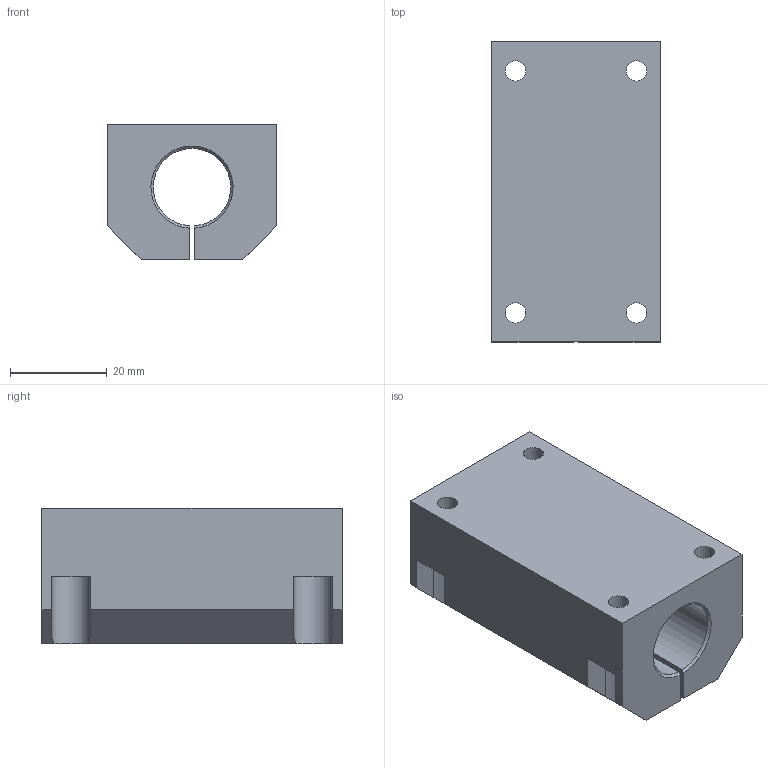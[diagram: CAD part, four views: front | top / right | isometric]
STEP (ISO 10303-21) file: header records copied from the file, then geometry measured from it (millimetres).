
FILE_DESCRIPTION( ( 'STEP AP214' ), '1' );
FILE_NAME( 'STGE-08.stp', '2010-07-30T12:54:15', ( ' ' ), ( ' ' ), 'XStep 1.0', ' ', ' ' );
FILE_SCHEMA( ( 'CONFIG_CONTROL_DESIGN) ( )' ) );
Length unit declared in the file: metre
Products named in the file (1): 1
Bounding box: 35 x 62 x 28 mm (x, y, z)
Volume: 40671 mm3; surface area: 14207.3 mm2
Topology: 1 solids, 1 shells, 42 faces, 120 edges, 81 vertices
Faces by surface type: plane 29, cylinder 11, cone 2
Full cylindrical faces by diameter (mm): 4 x1, 4.2 x4, 8 x1
Entity records: 1729 total; most frequent: CARTESIAN_POINT 283, DIRECTION 223, ORIENTED_EDGE 220, EDGE_CURVE 110, VERTEX_POINT 77, AXIS2_PLACEMENT_3D 75, LINE 73, VECTOR 73
